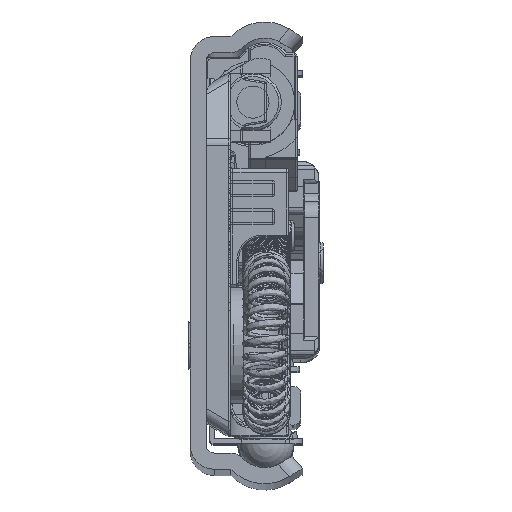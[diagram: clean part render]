
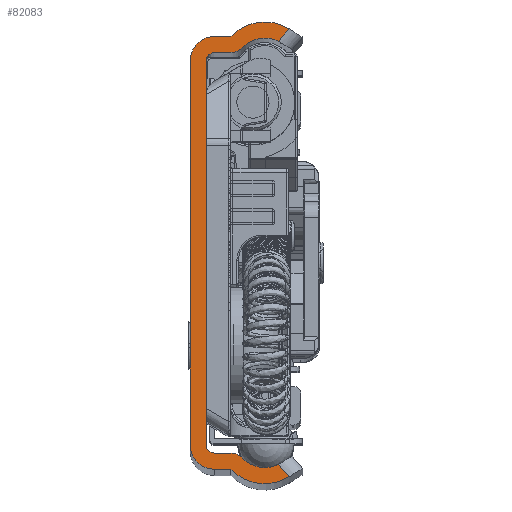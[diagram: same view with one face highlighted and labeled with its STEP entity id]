
A CAD part, top view. The second image highlights one B-rep face of the part: STEP entity #82083.
In plain terms, the highlighted planar face has unit normal (0, 0, 1).
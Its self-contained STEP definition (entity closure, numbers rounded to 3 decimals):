
#9463=FACE_OUTER_BOUND('',#14000,.T.);
#14000=EDGE_LOOP('',(#56425,#56426,#56427,#56428,#56429,#56430,#56431,#56432,
#56433,#56434,#56435,#56436,#56437,#56438,#56439,#56440,#56441,#56442));
#18849=CIRCLE('',#86930,5.8);
#18850=CIRCLE('',#86940,5.8);
#18851=CIRCLE('',#86944,3.8);
#18852=CIRCLE('',#86945,2.);
#18853=CIRCLE('',#86946,1.);
#18854=CIRCLE('',#86947,1.);
#18855=CIRCLE('',#86948,2.);
#18856=CIRCLE('',#86949,3.8);
#18857=CIRCLE('',#86950,3.);
#18858=CIRCLE('',#86951,3.);
#22121=LINE('',#118707,#28626);
#22151=LINE('',#118800,#28656);
#22197=LINE('',#118985,#28702);
#22198=LINE('',#118992,#28703);
#22199=LINE('',#118997,#28704);
#22200=LINE('',#119002,#28705);
#22201=LINE('',#119004,#28706);
#22202=LINE('',#119008,#28707);
#28626=VECTOR('',#95056,10.);
#28656=VECTOR('',#95144,10.);
#28702=VECTOR('',#95306,10.);
#28703=VECTOR('',#95313,10.);
#28704=VECTOR('',#95318,10.);
#28705=VECTOR('',#95323,10.);
#28706=VECTOR('',#95324,10.);
#28707=VECTOR('',#95329,10.);
#35309=VERTEX_POINT('',#118705);
#35310=VERTEX_POINT('',#118706);
#35343=VERTEX_POINT('',#118798);
#35344=VERTEX_POINT('',#118799);
#35383=VERTEX_POINT('',#118928);
#35384=VERTEX_POINT('',#118933);
#35393=VERTEX_POINT('',#118967);
#35394=VERTEX_POINT('',#118969);
#35397=VERTEX_POINT('',#118980);
#35398=VERTEX_POINT('',#118987);
#35399=VERTEX_POINT('',#118989);
#35400=VERTEX_POINT('',#118991);
#35401=VERTEX_POINT('',#118994);
#35402=VERTEX_POINT('',#118996);
#35403=VERTEX_POINT('',#118998);
#35404=VERTEX_POINT('',#119000);
#35405=VERTEX_POINT('',#119003);
#35406=VERTEX_POINT('',#119006);
#43439=EDGE_CURVE('',#35309,#35310,#22121,.T.);
#43486=EDGE_CURVE('',#35343,#35344,#22151,.T.);
#43549=EDGE_CURVE('',#35383,#35384,#18849,.T.);
#43564=EDGE_CURVE('',#35393,#35394,#18850,.T.);
#43569=EDGE_CURVE('',#35397,#35383,#22197,.T.);
#43570=EDGE_CURVE('',#35398,#35397,#18851,.T.);
#43571=EDGE_CURVE('',#35399,#35398,#18852,.T.);
#43572=EDGE_CURVE('',#35400,#35399,#22198,.T.);
#43573=EDGE_CURVE('',#35344,#35400,#18853,.T.);
#43574=EDGE_CURVE('',#35401,#35343,#18854,.T.);
#43575=EDGE_CURVE('',#35402,#35401,#22199,.T.);
#43576=EDGE_CURVE('',#35403,#35402,#18855,.T.);
#43577=EDGE_CURVE('',#35404,#35403,#18856,.T.);
#43578=EDGE_CURVE('',#35394,#35404,#22200,.T.);
#43579=EDGE_CURVE('',#35405,#35393,#22201,.T.);
#43580=EDGE_CURVE('',#35310,#35405,#18857,.T.);
#43581=EDGE_CURVE('',#35406,#35309,#18858,.T.);
#43582=EDGE_CURVE('',#35384,#35406,#22202,.T.);
#56425=ORIENTED_EDGE('',*,*,#43569,.F.);
#56426=ORIENTED_EDGE('',*,*,#43570,.F.);
#56427=ORIENTED_EDGE('',*,*,#43571,.F.);
#56428=ORIENTED_EDGE('',*,*,#43572,.F.);
#56429=ORIENTED_EDGE('',*,*,#43573,.F.);
#56430=ORIENTED_EDGE('',*,*,#43486,.F.);
#56431=ORIENTED_EDGE('',*,*,#43574,.F.);
#56432=ORIENTED_EDGE('',*,*,#43575,.F.);
#56433=ORIENTED_EDGE('',*,*,#43576,.F.);
#56434=ORIENTED_EDGE('',*,*,#43577,.F.);
#56435=ORIENTED_EDGE('',*,*,#43578,.F.);
#56436=ORIENTED_EDGE('',*,*,#43564,.F.);
#56437=ORIENTED_EDGE('',*,*,#43579,.F.);
#56438=ORIENTED_EDGE('',*,*,#43580,.F.);
#56439=ORIENTED_EDGE('',*,*,#43439,.F.);
#56440=ORIENTED_EDGE('',*,*,#43581,.F.);
#56441=ORIENTED_EDGE('',*,*,#43582,.F.);
#56442=ORIENTED_EDGE('',*,*,#43549,.F.);
#79997=PLANE('',#86943);
#82083=ADVANCED_FACE('',(#9463),#79997,.T.);
#86930=AXIS2_PLACEMENT_3D('',#118934,#95271,#95272);
#86940=AXIS2_PLACEMENT_3D('',#118970,#95299,#95300);
#86943=AXIS2_PLACEMENT_3D('',#118986,#95307,#95308);
#86944=AXIS2_PLACEMENT_3D('',#118988,#95309,#95310);
#86945=AXIS2_PLACEMENT_3D('',#118990,#95311,#95312);
#86946=AXIS2_PLACEMENT_3D('',#118993,#95314,#95315);
#86947=AXIS2_PLACEMENT_3D('',#118995,#95316,#95317);
#86948=AXIS2_PLACEMENT_3D('',#118999,#95319,#95320);
#86949=AXIS2_PLACEMENT_3D('',#119001,#95321,#95322);
#86950=AXIS2_PLACEMENT_3D('',#119005,#95325,#95326);
#86951=AXIS2_PLACEMENT_3D('',#119007,#95327,#95328);
#95056=DIRECTION('',(0.,1.,0.));
#95144=DIRECTION('',(0.,-1.,0.));
#95271=DIRECTION('center_axis',(0.,0.,-1.));
#95272=DIRECTION('ref_axis',(0.724,0.69,0.));
#95299=DIRECTION('center_axis',(0.,0.,-1.));
#95300=DIRECTION('ref_axis',(-0.525,-0.851,0.));
#95306=DIRECTION('',(0.653,-0.757,0.));
#95307=DIRECTION('center_axis',(0.,0.,1.));
#95308=DIRECTION('ref_axis',(1.,0.,0.));
#95309=DIRECTION('center_axis',(0.,0.,1.));
#95310=DIRECTION('ref_axis',(-0.724,-0.69,0.));
#95311=DIRECTION('center_axis',(0.,0.,-1.));
#95312=DIRECTION('ref_axis',(-0.724,-0.69,0.));
#95313=DIRECTION('',(1.,0.,0.));
#95314=DIRECTION('center_axis',(0.,0.,1.));
#95315=DIRECTION('ref_axis',(-1.,0.,0.));
#95316=DIRECTION('center_axis',(0.,0.,1.));
#95317=DIRECTION('ref_axis',(0.,1.,0.));
#95318=DIRECTION('',(-1.,0.,0.));
#95319=DIRECTION('center_axis',(0.,0.,-1.));
#95320=DIRECTION('ref_axis',(0.,1.,0.));
#95321=DIRECTION('center_axis',(0.,0.,1.));
#95322=DIRECTION('ref_axis',(0.525,0.851,0.));
#95323=DIRECTION('',(-0.653,-0.757,0.));
#95324=DIRECTION('',(1.,0.,0.));
#95325=DIRECTION('center_axis',(0.,0.,-1.));
#95326=DIRECTION('ref_axis',(0.,-1.,0.));
#95327=DIRECTION('center_axis',(0.,0.,-1.));
#95328=DIRECTION('ref_axis',(1.,0.,0.));
#95329=DIRECTION('',(-1.,0.,0.));
#118705=CARTESIAN_POINT('',(-9.25,-23.9,225.));
#118706=CARTESIAN_POINT('',(-9.25,23.9,225.));
#118707=CARTESIAN_POINT('',(-9.25,-23.9,225.));
#118798=CARTESIAN_POINT('',(-7.25,23.9,225.));
#118799=CARTESIAN_POINT('',(-7.25,-23.9,225.));
#118800=CARTESIAN_POINT('',(-7.25,23.9,225.));
#118928=CARTESIAN_POINT('',(3.027,-27.848,225.));
#118933=CARTESIAN_POINT('',(-4.2,-26.9,225.));
#118934=CARTESIAN_POINT('Origin',(0.,-22.9,
225.));
#118967=CARTESIAN_POINT('',(-4.2,26.9,225.));
#118969=CARTESIAN_POINT('',(3.027,27.848,225.));
#118970=CARTESIAN_POINT('Origin',(0.,22.9,
225.));
#118980=CARTESIAN_POINT('',(1.693,-26.302,225.));
#118985=CARTESIAN_POINT('',(-6.304,-17.031,225.));
#118986=CARTESIAN_POINT('Origin',(-5.819,0.,
225.));
#118987=CARTESIAN_POINT('',(-2.752,-25.521,225.));
#118988=CARTESIAN_POINT('Origin',(0.,-22.9,
225.));
#118989=CARTESIAN_POINT('',(-4.2,-24.9,225.));
#118990=CARTESIAN_POINT('Origin',(-4.2,-26.9,225.));
#118991=CARTESIAN_POINT('',(-6.25,-24.9,225.));
#118992=CARTESIAN_POINT('',(-6.25,-24.9,225.));
#118993=CARTESIAN_POINT('Origin',(-6.25,-23.9,225.));
#118994=CARTESIAN_POINT('',(-6.25,24.9,225.));
#118995=CARTESIAN_POINT('Origin',(-6.25,23.9,225.));
#118996=CARTESIAN_POINT('',(-4.2,24.9,225.));
#118997=CARTESIAN_POINT('',(-4.2,24.9,225.));
#118998=CARTESIAN_POINT('',(-2.752,25.521,225.));
#118999=CARTESIAN_POINT('Origin',(-4.2,26.9,225.));
#119000=CARTESIAN_POINT('',(1.693,26.302,225.));
#119001=CARTESIAN_POINT('Origin',(0.,22.9,
225.));
#119002=CARTESIAN_POINT('',(-5.642,17.798,225.));
#119003=CARTESIAN_POINT('',(-6.25,26.9,225.));
#119004=CARTESIAN_POINT('',(-6.25,26.9,225.));
#119005=CARTESIAN_POINT('Origin',(-6.25,23.9,225.));
#119006=CARTESIAN_POINT('',(-6.25,-26.9,225.));
#119007=CARTESIAN_POINT('Origin',(-6.25,-23.9,225.));
#119008=CARTESIAN_POINT('',(-4.2,-26.9,225.));
